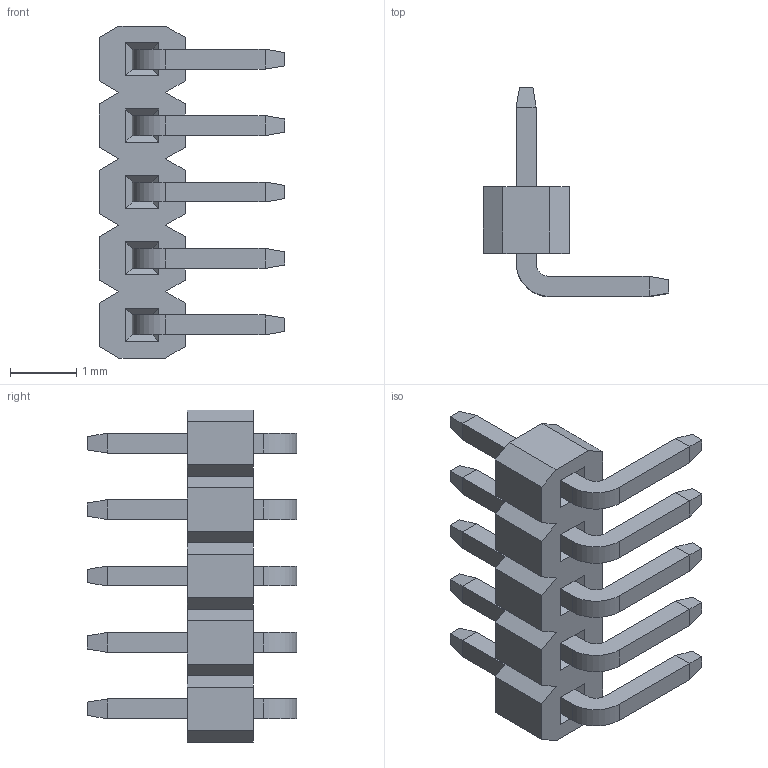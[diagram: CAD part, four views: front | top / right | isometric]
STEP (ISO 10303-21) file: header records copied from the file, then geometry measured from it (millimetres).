
FILE_DESCRIPTION((''),'2;1');
FILE_NAME('FPH10027-S05B1014010101B_ASM','2023-05-31T10:19:29',('Administrator'),(''),'CREO PARAMETRIC BY PTC INC, 2021023','CREO PARAMETRIC BY PTC INC, 2021023','');
FILE_SCHEMA(('AUTOMOTIVE_DESIGN { 1 0 10303 214 1 1 1 1 }'));
Length unit declared in the file: millimetre
Products named in the file (3): 00; _50; FPH10027-S05B1014010101B_ASM
Assembly tree (6 placements, depth 2):
  FPH10027-S05B1014010101B_ASM
    00
    _50  x5
Bounding box: 2.8 x 3.15 x 5 mm (x, y, z)
Volume: 7.7 mm3; surface area: 61.5 mm2
Topology: 6 solids, 6 shells, 164 faces, 396 edges, 244 vertices
Faces by surface type: plane 154, cylinder 10
Entity records: 3655 total; most frequent: CARTESIAN_POINT 496, ORIENTED_EDGE 472, DIRECTION 442, PRESENTATION_STYLE_ASSIGNMENT 238, STYLED_ITEM 238, CURVE_STYLE 236, EDGE_CURVE 236, VECTOR 232
